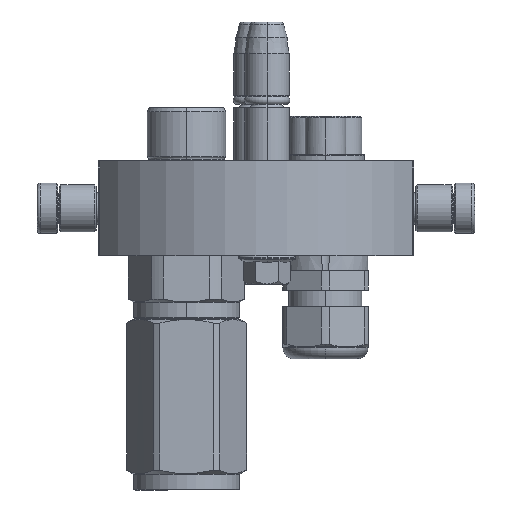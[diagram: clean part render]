
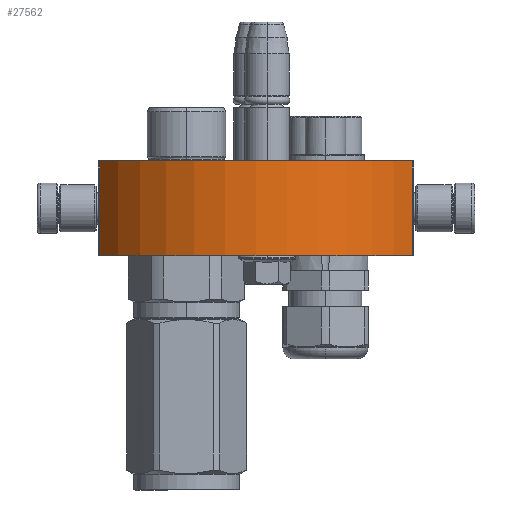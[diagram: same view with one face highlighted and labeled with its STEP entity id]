
A CAD part, left-side view. The second image highlights one B-rep face of the part: STEP entity #27562.
In plain terms, the highlighted cylindrical face has radius 57.25 mm (diameter 114.5 mm), a partial arc.
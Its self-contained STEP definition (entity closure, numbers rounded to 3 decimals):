
#424 = CARTESIAN_POINT ( 'NONE',  ( 49.5, 30., -28.763 ) ) ;
#3940 = EDGE_CURVE ( 'NONE', #14431, #4740, #12320, .T. ) ;
#4740 = VERTEX_POINT ( 'NONE', #50891 ) ;
#8089 = CARTESIAN_POINT ( 'NONE',  ( 0., 30., 0. ) ) ;
#8881 = LINE ( 'NONE', #11561, #49448 ) ;
#9022 = ORIENTED_EDGE ( 'NONE', *, *, #15245, .F. ) ;
#9692 = EDGE_CURVE ( 'NONE', #4740, #27302, #26225, .T. ) ;
#11561 = CARTESIAN_POINT ( 'NONE',  ( 49.5, 0., -28.763 ) ) ;
#11971 = DIRECTION ( 'NONE',  ( 0.865, 0., -0.502 ) ) ;
#12320 = CIRCLE ( 'NONE', #22826, 57.25 ) ;
#12376 = DIRECTION ( 'NONE',  ( 0., 1., 0. ) ) ;
#14431 = VERTEX_POINT ( 'NONE', #24793 ) ;
#15203 = AXIS2_PLACEMENT_3D ( 'NONE', #50146, #45843, #18154 ) ;
#15245 = EDGE_CURVE ( 'NONE', #37350, #27302, #46278, .T. ) ;
#18154 = DIRECTION ( 'NONE',  ( 1., 0., 0. ) ) ;
#19033 = CARTESIAN_POINT ( 'NONE',  ( -49.5, 0., -28.763 ) ) ;
#19191 = DIRECTION ( 'NONE',  ( 0., 1., 0. ) ) ;
#21997 = EDGE_LOOP ( 'NONE', ( #9022, #47742, #23396, #48528 ) ) ;
#22826 = AXIS2_PLACEMENT_3D ( 'NONE', #27685, #34919, #47329 ) ;
#23396 = ORIENTED_EDGE ( 'NONE', *, *, #3940, .T. ) ;
#24793 = CARTESIAN_POINT ( 'NONE',  ( 49.5, 0., -28.763 ) ) ;
#26225 = LINE ( 'NONE', #19033, #39740 ) ;
#27270 = CYLINDRICAL_SURFACE ( 'NONE', #15203, 57.25 ) ;
#27302 = VERTEX_POINT ( 'NONE', #31687 ) ;
#27562 = ADVANCED_FACE ( 'NONE', ( #37741 ), #27270, .T. ) ;
#27685 = CARTESIAN_POINT ( 'NONE',  ( 0., 0., 0. ) ) ;
#31687 = CARTESIAN_POINT ( 'NONE',  ( -49.5, 30., -28.763 ) ) ;
#34487 = DIRECTION ( 'NONE',  ( 0., 1., 0. ) ) ;
#34919 = DIRECTION ( 'NONE',  ( 0., 1., 0. ) ) ;
#37350 = VERTEX_POINT ( 'NONE', #424 ) ;
#37741 = FACE_OUTER_BOUND ( 'NONE', #21997, .T. ) ;
#39740 = VECTOR ( 'NONE', #34487, 1000. ) ;
#43398 = AXIS2_PLACEMENT_3D ( 'NONE', #8089, #19191, #11971 ) ;
#45843 = DIRECTION ( 'NONE',  ( 0., -1., 0. ) ) ;
#46278 = CIRCLE ( 'NONE', #43398, 57.25 ) ;
#46663 = EDGE_CURVE ( 'NONE', #14431, #37350, #8881, .T. ) ;
#47329 = DIRECTION ( 'NONE',  ( 0.865, 0., -0.502 ) ) ;
#47742 = ORIENTED_EDGE ( 'NONE', *, *, #46663, .F. ) ;
#48528 = ORIENTED_EDGE ( 'NONE', *, *, #9692, .T. ) ;
#49448 = VECTOR ( 'NONE', #12376, 1000. ) ;
#50146 = CARTESIAN_POINT ( 'NONE',  ( 0., 0., 0. ) ) ;
#50891 = CARTESIAN_POINT ( 'NONE',  ( -49.5, 0., -28.763 ) ) ;
